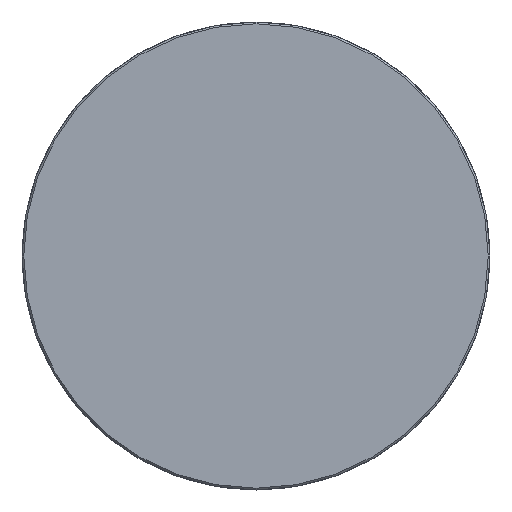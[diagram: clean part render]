
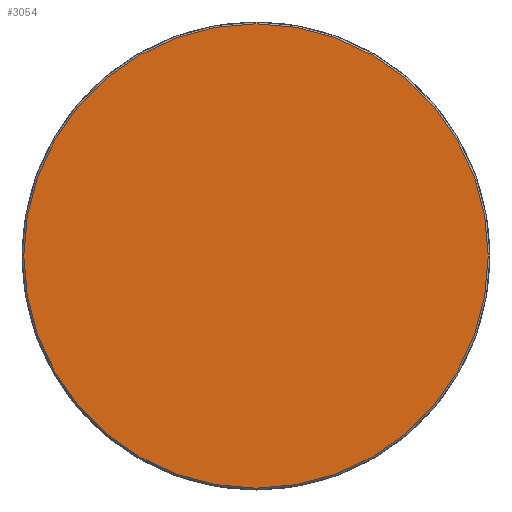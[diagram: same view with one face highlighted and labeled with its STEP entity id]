
A CAD part, left-side view. The second image highlights one B-rep face of the part: STEP entity #3054.
In plain terms, the highlighted planar face has unit normal (-1, 0, 0).
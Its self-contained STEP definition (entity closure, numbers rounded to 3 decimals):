
#53 = VERTEX_POINT ( 'NONE', #3258 ) ;
#108 = CARTESIAN_POINT ( 'NONE',  ( -318.5, 0., 0. ) ) ;
#134 = DIRECTION ( 'NONE',  ( -1., 0., 0. ) ) ;
#456 = DIRECTION ( 'NONE',  ( 0., 0., -1. ) ) ;
#930 = ORIENTED_EDGE ( 'NONE', *, *, #1219, .T. ) ;
#989 = EDGE_LOOP ( 'NONE', ( #2320, #930 ) ) ;
#1039 = AXIS2_PLACEMENT_3D ( 'NONE', #108, #134, #456 ) ;
#1060 = AXIS2_PLACEMENT_3D ( 'NONE', #2767, #2130, #1856 ) ;
#1219 = EDGE_CURVE ( 'NONE', #53, #3129, #2511, .T. ) ;
#1319 = CARTESIAN_POINT ( 'NONE',  ( -318.5, 0., -129. ) ) ;
#1702 = CIRCLE ( 'NONE', #1039, 129. ) ;
#1856 = DIRECTION ( 'NONE',  ( 0., 0., -1. ) ) ;
#2130 = DIRECTION ( 'NONE',  ( 1., 0., 0. ) ) ;
#2142 = DIRECTION ( 'NONE',  ( -1., 0., 0. ) ) ;
#2320 = ORIENTED_EDGE ( 'NONE', *, *, #2451, .T. ) ;
#2451 = EDGE_CURVE ( 'NONE', #3129, #53, #1702, .T. ) ;
#2511 = CIRCLE ( 'NONE', #2532, 129. ) ;
#2532 = AXIS2_PLACEMENT_3D ( 'NONE', #2801, #2142, #3070 ) ;
#2767 = CARTESIAN_POINT ( 'NONE',  ( -318.5, -130.548, 130.548 ) ) ;
#2801 = CARTESIAN_POINT ( 'NONE',  ( -318.5, 0., 0. ) ) ;
#3054 = ADVANCED_FACE ( 'NONE', ( #3252 ), #3415, .F. ) ;
#3070 = DIRECTION ( 'NONE',  ( 0., 0., -1. ) ) ;
#3129 = VERTEX_POINT ( 'NONE', #1319 ) ;
#3252 = FACE_OUTER_BOUND ( 'NONE', #989, .T. ) ;
#3258 = CARTESIAN_POINT ( 'NONE',  ( -318.5, 0., 129. ) ) ;
#3415 = PLANE ( 'NONE',  #1060 ) ;
